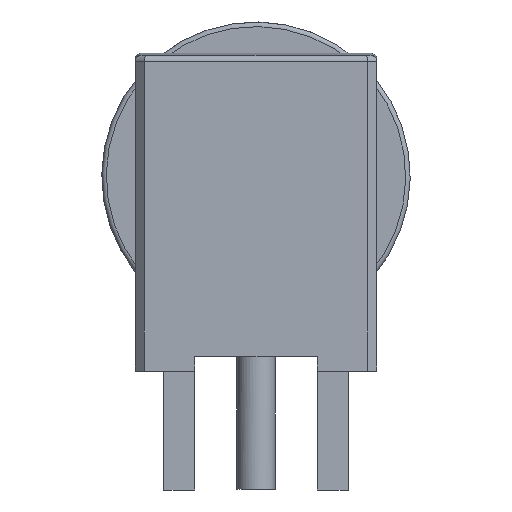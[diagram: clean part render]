
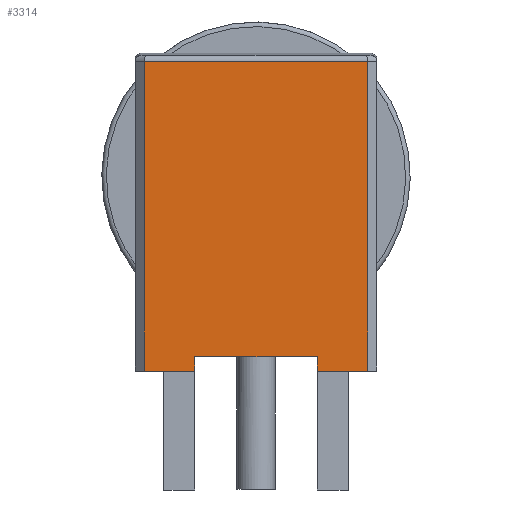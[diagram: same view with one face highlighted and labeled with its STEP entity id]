
A CAD part, left-side view. The second image highlights one B-rep face of the part: STEP entity #3314.
In plain terms, the highlighted planar face has unit normal (-1, 0, -0.009).
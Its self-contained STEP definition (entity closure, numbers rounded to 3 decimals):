
#397=LINE('',#13799,#635);
#412=LINE('',#13840,#650);
#422=LINE('',#13860,#660);
#461=LINE('',#13942,#699);
#466=LINE('',#13951,#704);
#479=LINE('',#13977,#717);
#494=LINE('',#14006,#732);
#495=LINE('',#14007,#733);
#635=VECTOR('',#5142,1000.);
#650=VECTOR('',#5185,1000.);
#660=VECTOR('',#5201,1000.);
#699=VECTOR('',#5266,1000.);
#704=VECTOR('',#5273,1000.);
#717=VECTOR('',#5296,1000.);
#732=VECTOR('',#5323,1000.);
#733=VECTOR('',#5324,1000.);
#1632=ORIENTED_EDGE('',*,*,#2108,.T.);
#1633=ORIENTED_EDGE('',*,*,#2077,.T.);
#1634=ORIENTED_EDGE('',*,*,#2098,.T.);
#1635=ORIENTED_EDGE('',*,*,#2180,.F.);
#1636=ORIENTED_EDGE('',*,*,#2165,.T.);
#1637=ORIENTED_EDGE('',*,*,#2181,.F.);
#1638=ORIENTED_EDGE('',*,*,#2152,.F.);
#1639=ORIENTED_EDGE('',*,*,#2147,.T.);
#2077=EDGE_CURVE('',#2446,#2449,#397,.T.);
#2098=EDGE_CURVE('',#2449,#2462,#412,.T.);
#2108=EDGE_CURVE('',#2469,#2446,#422,.T.);
#2147=EDGE_CURVE('',#2499,#2469,#461,.T.);
#2152=EDGE_CURVE('',#2499,#2501,#466,.T.);
#2165=EDGE_CURVE('',#2510,#2509,#479,.T.);
#2180=EDGE_CURVE('',#2510,#2462,#494,.T.);
#2181=EDGE_CURVE('',#2501,#2509,#495,.T.);
#2446=VERTEX_POINT('',#13793);
#2449=VERTEX_POINT('',#13798);
#2462=VERTEX_POINT('',#13841);
#2469=VERTEX_POINT('',#13861);
#2499=VERTEX_POINT('',#13943);
#2501=VERTEX_POINT('',#13949);
#2509=VERTEX_POINT('',#13976);
#2510=VERTEX_POINT('',#13978);
#2818=EDGE_LOOP('',(#1632,#1633,#1634,#1635,#1636,#1637,#1638,#1639));
#3032=FACE_BOUND('',#2818,.T.);
#3142=PLANE('',#4554);
#3314=ADVANCED_FACE('',(#3032),#3142,.F.);
#4554=AXIS2_PLACEMENT_3D('',#14005,#5321,#5322);
#5142=DIRECTION('',(0.,1.,0.));
#5185=DIRECTION('',(0.008,0.,-1.));
#5201=DIRECTION('',(-0.008,0.,1.));
#5266=DIRECTION('',(0.,-1.,0.));
#5273=DIRECTION('',(-0.008,0.,1.));
#5296=DIRECTION('',(-0.008,0.,1.));
#5321=DIRECTION('',(1.,0.,0.008));
#5322=DIRECTION('',(0.,-1.,0.));
#5323=DIRECTION('',(0.,1.,0.));
#5324=DIRECTION('',(0.,1.,0.));
#13793=CARTESIAN_POINT('',(-8.033,-3.7,3.822));
#13798=CARTESIAN_POINT('',(-8.033,3.7,3.822));
#13799=CARTESIAN_POINT('',(-8.033,-4.,3.822));
#13840=CARTESIAN_POINT('',(-7.95,3.7,-5.948));
#13841=CARTESIAN_POINT('',(-7.946,3.7,-6.418));
#13860=CARTESIAN_POINT('',(-7.95,-3.7,-5.948));
#13861=CARTESIAN_POINT('',(-7.946,-3.7,-6.418));
#13942=CARTESIAN_POINT('',(-7.946,-2.03,-6.418));
#13943=CARTESIAN_POINT('',(-7.946,-2.03,-6.418));
#13949=CARTESIAN_POINT('',(-7.95,-2.03,-5.948));
#13951=CARTESIAN_POINT('',(-7.946,-2.03,-6.418));
#13976=CARTESIAN_POINT('',(-7.95,2.03,-5.948));
#13977=CARTESIAN_POINT('',(-7.946,2.03,-6.418));
#13978=CARTESIAN_POINT('',(-7.946,2.03,-6.418));
#14005=CARTESIAN_POINT('',(-7.95,-4.,-5.948));
#14006=CARTESIAN_POINT('',(-7.946,2.03,-6.418));
#14007=CARTESIAN_POINT('',(-7.95,-4.,-5.948));
